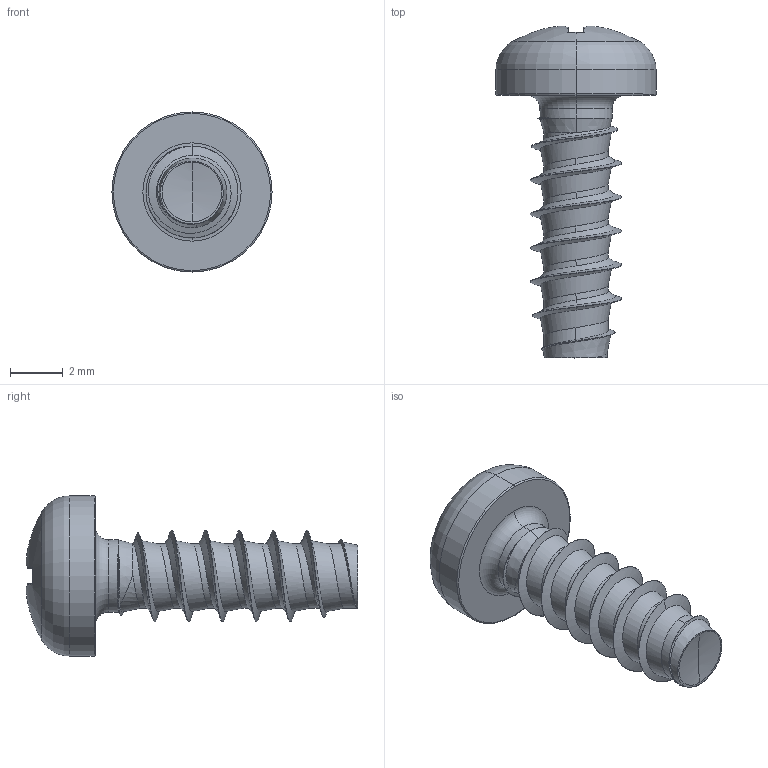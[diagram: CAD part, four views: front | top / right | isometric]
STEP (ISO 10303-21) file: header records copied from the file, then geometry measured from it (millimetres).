
FILE_DESCRIPTION (( 'STEP AP203' ), '1' );
FILE_NAME ('STP320350100.STEP', '2017-08-15T14:19:23', ( '' ), ( '' ), 'SwSTEP 2.0', 'SolidWorks 2015', '' );
FILE_SCHEMA (( 'CONFIG_CONTROL_DESIGN' ));
Length unit declared in the file: millimetre
Products named in the file (1): STP320350100
Bounding box: 6.1 x 12.64 x 6.1 mm (x, y, z)
Volume: 112.8 mm3; surface area: 222.8 mm2
Topology: 1 solids, 1 shells, 176 faces, 398 edges, 224 vertices
Faces by surface type: bspline 51, cylinder 39, torus 28, sphere 28, plane 22, cone 8
Entity records: 15859 total; most frequent: CARTESIAN_POINT 12233, ORIENTED_EDGE 792, DIRECTION 699, EDGE_CURVE 396, AXIS2_PLACEMENT_3D 314, VERTEX_POINT 224, CIRCLE 188, EDGE_LOOP 178
